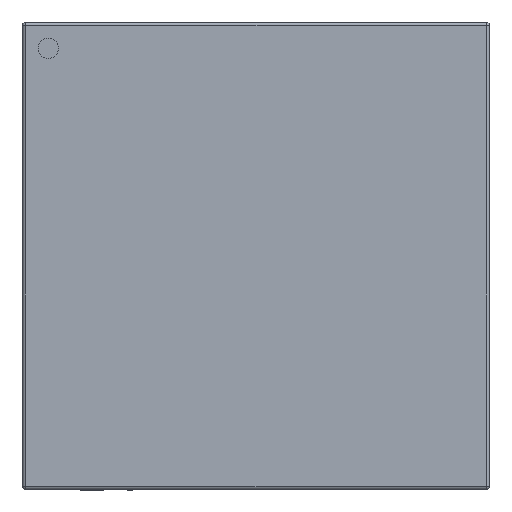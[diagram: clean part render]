
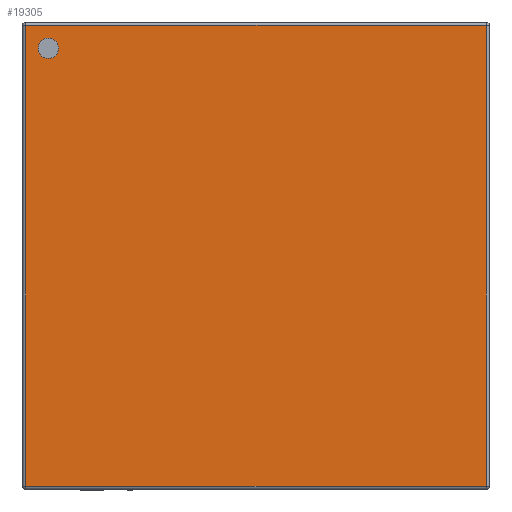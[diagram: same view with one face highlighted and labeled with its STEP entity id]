
A CAD part, top view. The second image highlights one B-rep face of the part: STEP entity #19305.
In plain terms, the highlighted planar face has unit normal (0, 0, 1).
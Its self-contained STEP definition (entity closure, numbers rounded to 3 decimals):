
#4482 = CYLINDRICAL_SURFACE('',#4483,0.05);
#4483 = AXIS2_PLACEMENT_3D('',#4484,#4485,#4486);
#4484 = CARTESIAN_POINT('',(-3.99,3.94,0.83));
#4485 = DIRECTION('',(1.,0.,0.));
#4486 = DIRECTION('',(0.,1.,0.));
#16404 = VERTEX_POINT('',#16405);
#16405 = CARTESIAN_POINT('',(-3.94,3.94,0.88));
#16427 = EDGE_CURVE('',#16404,#16428,#16430,.T.);
#16428 = VERTEX_POINT('',#16429);
#16429 = CARTESIAN_POINT('',(3.94,3.94,0.88));
#16430 = SURFACE_CURVE('',#16431,(#16435,#16442),.PCURVE_S1.);
#16431 = LINE('',#16432,#16433);
#16432 = CARTESIAN_POINT('',(-3.99,3.94,0.88));
#16433 = VECTOR('',#16434,1.);
#16434 = DIRECTION('',(1.,0.,0.));
#16435 = PCURVE('',#4482,#16436);
#16436 = DEFINITIONAL_REPRESENTATION('',(#16437),#16441);
#16437 = LINE('',#16438,#16439);
#16438 = CARTESIAN_POINT('',(1.571,0.));
#16439 = VECTOR('',#16440,1.);
#16440 = DIRECTION('',(0.,1.));
#16441 = ( GEOMETRIC_REPRESENTATION_CONTEXT(2) 
PARAMETRIC_REPRESENTATION_CONTEXT() REPRESENTATION_CONTEXT('2D SPACE',''
  ) );
#16442 = PCURVE('',#16443,#16448);
#16443 = PLANE('',#16444);
#16444 = AXIS2_PLACEMENT_3D('',#16445,#16446,#16447);
#16445 = CARTESIAN_POINT('',(-3.99,-3.99,0.88));
#16446 = DIRECTION('',(0.,0.,1.));
#16447 = DIRECTION('',(1.,0.,0.));
#16448 = DEFINITIONAL_REPRESENTATION('',(#16449),#16453);
#16449 = LINE('',#16450,#16451);
#16450 = CARTESIAN_POINT('',(0.,7.93));
#16451 = VECTOR('',#16452,1.);
#16452 = DIRECTION('',(1.,0.));
#16453 = ( GEOMETRIC_REPRESENTATION_CONTEXT(2) 
PARAMETRIC_REPRESENTATION_CONTEXT() REPRESENTATION_CONTEXT('2D SPACE',''
  ) );
#16969 = CYLINDRICAL_SURFACE('',#16970,0.05);
#16970 = AXIS2_PLACEMENT_3D('',#16971,#16972,#16973);
#16971 = CARTESIAN_POINT('',(-3.94,-3.94,0.83));
#16972 = DIRECTION('',(0.,1.,0.));
#16973 = DIRECTION('',(-1.,0.,0.));
#17110 = CYLINDRICAL_SURFACE('',#17111,0.05);
#17111 = AXIS2_PLACEMENT_3D('',#17112,#17113,#17114);
#17112 = CARTESIAN_POINT('',(-3.99,-3.94,0.83));
#17113 = DIRECTION('',(1.,0.,0.));
#17114 = DIRECTION('',(0.,-1.,0.));
#18333 = CYLINDRICAL_SURFACE('',#18334,0.05);
#18334 = AXIS2_PLACEMENT_3D('',#18335,#18336,#18337);
#18335 = CARTESIAN_POINT('',(3.94,3.94,0.83));
#18336 = DIRECTION('',(-0.,-1.,-0.));
#18337 = DIRECTION('',(0.,0.,1.));
#19305 = ADVANCED_FACE('',(#19306,#19376),#16443,.T.);
#19306 = FACE_BOUND('',#19307,.T.);
#19307 = EDGE_LOOP('',(#19308,#19333,#19354,#19355));
#19308 = ORIENTED_EDGE('',*,*,#19309,.T.);
#19309 = EDGE_CURVE('',#19310,#19312,#19314,.T.);
#19310 = VERTEX_POINT('',#19311);
#19311 = CARTESIAN_POINT('',(-3.94,-3.94,0.88));
#19312 = VERTEX_POINT('',#19313);
#19313 = CARTESIAN_POINT('',(3.94,-3.94,0.88));
#19314 = SURFACE_CURVE('',#19315,(#19319,#19326),.PCURVE_S1.);
#19315 = LINE('',#19316,#19317);
#19316 = CARTESIAN_POINT('',(-3.99,-3.94,0.88));
#19317 = VECTOR('',#19318,1.);
#19318 = DIRECTION('',(1.,0.,0.));
#19319 = PCURVE('',#16443,#19320);
#19320 = DEFINITIONAL_REPRESENTATION('',(#19321),#19325);
#19321 = LINE('',#19322,#19323);
#19322 = CARTESIAN_POINT('',(0.,0.05));
#19323 = VECTOR('',#19324,1.);
#19324 = DIRECTION('',(1.,0.));
#19325 = ( GEOMETRIC_REPRESENTATION_CONTEXT(2) 
PARAMETRIC_REPRESENTATION_CONTEXT() REPRESENTATION_CONTEXT('2D SPACE',''
  ) );
#19326 = PCURVE('',#17110,#19327);
#19327 = DEFINITIONAL_REPRESENTATION('',(#19328),#19332);
#19328 = LINE('',#19329,#19330);
#19329 = CARTESIAN_POINT('',(-1.571,0.));
#19330 = VECTOR('',#19331,1.);
#19331 = DIRECTION('',(-0.,1.));
#19332 = ( GEOMETRIC_REPRESENTATION_CONTEXT(2) 
PARAMETRIC_REPRESENTATION_CONTEXT() REPRESENTATION_CONTEXT('2D SPACE',''
  ) );
#19333 = ORIENTED_EDGE('',*,*,#19334,.F.);
#19334 = EDGE_CURVE('',#16428,#19312,#19335,.T.);
#19335 = SURFACE_CURVE('',#19336,(#19340,#19347),.PCURVE_S1.);
#19336 = LINE('',#19337,#19338);
#19337 = CARTESIAN_POINT('',(3.94,3.94,0.88));
#19338 = VECTOR('',#19339,1.);
#19339 = DIRECTION('',(-0.,-1.,-0.));
#19340 = PCURVE('',#16443,#19341);
#19341 = DEFINITIONAL_REPRESENTATION('',(#19342),#19346);
#19342 = LINE('',#19343,#19344);
#19343 = CARTESIAN_POINT('',(7.93,7.93));
#19344 = VECTOR('',#19345,1.);
#19345 = DIRECTION('',(-0.,-1.));
#19346 = ( GEOMETRIC_REPRESENTATION_CONTEXT(2) 
PARAMETRIC_REPRESENTATION_CONTEXT() REPRESENTATION_CONTEXT('2D SPACE',''
  ) );
#19347 = PCURVE('',#18333,#19348);
#19348 = DEFINITIONAL_REPRESENTATION('',(#19349),#19353);
#19349 = LINE('',#19350,#19351);
#19350 = CARTESIAN_POINT('',(-0.,0.));
#19351 = VECTOR('',#19352,1.);
#19352 = DIRECTION('',(-0.,1.));
#19353 = ( GEOMETRIC_REPRESENTATION_CONTEXT(2) 
PARAMETRIC_REPRESENTATION_CONTEXT() REPRESENTATION_CONTEXT('2D SPACE',''
  ) );
#19354 = ORIENTED_EDGE('',*,*,#16427,.F.);
#19355 = ORIENTED_EDGE('',*,*,#19356,.F.);
#19356 = EDGE_CURVE('',#19310,#16404,#19357,.T.);
#19357 = SURFACE_CURVE('',#19358,(#19362,#19369),.PCURVE_S1.);
#19358 = LINE('',#19359,#19360);
#19359 = CARTESIAN_POINT('',(-3.94,-3.94,0.88));
#19360 = VECTOR('',#19361,1.);
#19361 = DIRECTION('',(0.,1.,0.));
#19362 = PCURVE('',#16443,#19363);
#19363 = DEFINITIONAL_REPRESENTATION('',(#19364),#19368);
#19364 = LINE('',#19365,#19366);
#19365 = CARTESIAN_POINT('',(0.05,0.05));
#19366 = VECTOR('',#19367,1.);
#19367 = DIRECTION('',(0.,1.));
#19368 = ( GEOMETRIC_REPRESENTATION_CONTEXT(2) 
PARAMETRIC_REPRESENTATION_CONTEXT() REPRESENTATION_CONTEXT('2D SPACE',''
  ) );
#19369 = PCURVE('',#16969,#19370);
#19370 = DEFINITIONAL_REPRESENTATION('',(#19371),#19375);
#19371 = LINE('',#19372,#19373);
#19372 = CARTESIAN_POINT('',(1.571,0.));
#19373 = VECTOR('',#19374,1.);
#19374 = DIRECTION('',(0.,1.));
#19375 = ( GEOMETRIC_REPRESENTATION_CONTEXT(2) 
PARAMETRIC_REPRESENTATION_CONTEXT() REPRESENTATION_CONTEXT('2D SPACE',''
  ) );
#19376 = FACE_BOUND('',#19377,.T.);
#19377 = EDGE_LOOP('',(#19378));
#19378 = ORIENTED_EDGE('',*,*,#19379,.F.);
#19379 = EDGE_CURVE('',#19380,#19380,#19382,.T.);
#19380 = VERTEX_POINT('',#19381);
#19381 = CARTESIAN_POINT('',(-3.375,-3.55,0.88));
#19382 = SURFACE_CURVE('',#19383,(#19388,#19395),.PCURVE_S1.);
#19383 = CIRCLE('',#19384,0.175);
#19384 = AXIS2_PLACEMENT_3D('',#19385,#19386,#19387);
#19385 = CARTESIAN_POINT('',(-3.55,-3.55,0.88));
#19386 = DIRECTION('',(0.,0.,1.));
#19387 = DIRECTION('',(1.,0.,0.));
#19388 = PCURVE('',#16443,#19389);
#19389 = DEFINITIONAL_REPRESENTATION('',(#19390),#19394);
#19390 = CIRCLE('',#19391,0.175);
#19391 = AXIS2_PLACEMENT_2D('',#19392,#19393);
#19392 = CARTESIAN_POINT('',(0.44,0.44));
#19393 = DIRECTION('',(1.,0.));
#19394 = ( GEOMETRIC_REPRESENTATION_CONTEXT(2) 
PARAMETRIC_REPRESENTATION_CONTEXT() REPRESENTATION_CONTEXT('2D SPACE',''
  ) );
#19395 = PCURVE('',#19396,#19401);
#19396 = CYLINDRICAL_SURFACE('',#19397,0.175);
#19397 = AXIS2_PLACEMENT_3D('',#19398,#19399,#19400);
#19398 = CARTESIAN_POINT('',(-3.55,-3.55,0.88));
#19399 = DIRECTION('',(-0.,-0.,-1.));
#19400 = DIRECTION('',(1.,0.,0.));
#19401 = DEFINITIONAL_REPRESENTATION('',(#19402),#19406);
#19402 = LINE('',#19403,#19404);
#19403 = CARTESIAN_POINT('',(-0.,0.));
#19404 = VECTOR('',#19405,1.);
#19405 = DIRECTION('',(-1.,0.));
#19406 = ( GEOMETRIC_REPRESENTATION_CONTEXT(2) 
PARAMETRIC_REPRESENTATION_CONTEXT() REPRESENTATION_CONTEXT('2D SPACE',''
  ) );
